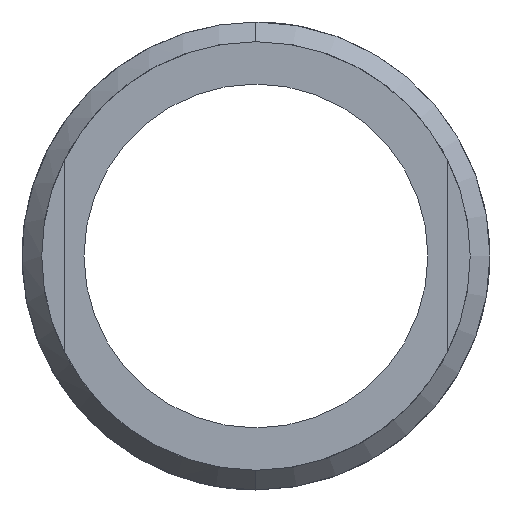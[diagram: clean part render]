
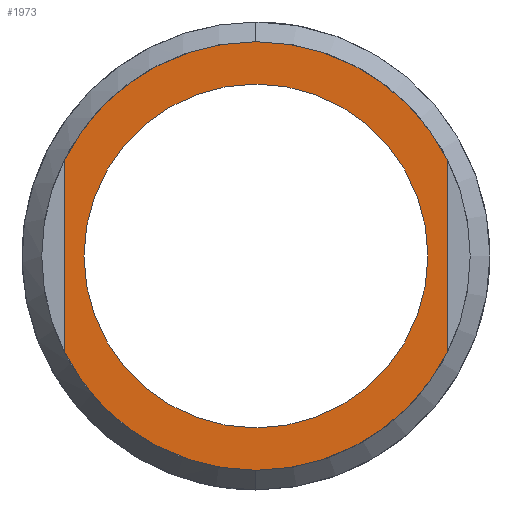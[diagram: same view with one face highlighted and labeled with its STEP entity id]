
A CAD part, left-side view. The second image highlights one B-rep face of the part: STEP entity #1973.
In plain terms, the highlighted planar face has unit normal (-1, 0, 0).
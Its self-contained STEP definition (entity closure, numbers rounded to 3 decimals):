
#143 = CARTESIAN_POINT ( 'NONE',  ( -36., 34., 16.971 ) ) ;
#144 = EDGE_LOOP ( 'NONE', ( #1836, #272, #2643, #2430, #3268, #146 ) ) ;
#146 = ORIENTED_EDGE ( 'NONE', *, *, #2519, .T. ) ;
#192 = CARTESIAN_POINT ( 'NONE',  ( -36., -34., -17.396 ) ) ;
#202 = CARTESIAN_POINT ( 'NONE',  ( -36., 0., 0. ) ) ;
#243 = LINE ( 'NONE', #1359, #3044 ) ;
#260 = ORIENTED_EDGE ( 'NONE', *, *, #3394, .F. ) ;
#272 = ORIENTED_EDGE ( 'NONE', *, *, #1804, .T. ) ;
#365 = ORIENTED_EDGE ( 'NONE', *, *, #933, .F. ) ;
#401 = VERTEX_POINT ( 'NONE', #143 ) ;
#489 = LINE ( 'NONE', #192, #2170 ) ;
#553 = EDGE_CURVE ( 'NONE', #2776, #1586, #589, .T. ) ;
#589 = CIRCLE ( 'NONE', #1112, 38. ) ;
#696 = DIRECTION ( 'NONE',  ( -1., 0., 0. ) ) ;
#745 = CIRCLE ( 'NONE', #2787, 30.5 ) ;
#933 = EDGE_CURVE ( 'NONE', #2373, #1005, #1222, .T. ) ;
#993 = CARTESIAN_POINT ( 'NONE',  ( -36., 0., 0. ) ) ;
#1005 = VERTEX_POINT ( 'NONE', #3275 ) ;
#1011 = EDGE_CURVE ( 'NONE', #3168, #2104, #489, .T. ) ;
#1055 = CARTESIAN_POINT ( 'NONE',  ( -36., 34., -16.971 ) ) ;
#1076 = AXIS2_PLACEMENT_3D ( 'NONE', #3414, #2822, #3378 ) ;
#1112 = AXIS2_PLACEMENT_3D ( 'NONE', #202, #2668, #1257 ) ;
#1125 = CARTESIAN_POINT ( 'NONE',  ( -36., -34., -16.971 ) ) ;
#1222 = CIRCLE ( 'NONE', #1690, 30.5 ) ;
#1244 = CIRCLE ( 'NONE', #3526, 38. ) ;
#1257 = DIRECTION ( 'NONE',  ( 0., 0., 1. ) ) ;
#1359 = CARTESIAN_POINT ( 'NONE',  ( -36., 34., -17.396 ) ) ;
#1368 = CIRCLE ( 'NONE', #3103, 38. ) ;
#1529 = CARTESIAN_POINT ( 'NONE',  ( -36., 0., 0. ) ) ;
#1533 = CARTESIAN_POINT ( 'NONE',  ( -36., 0., -38. ) ) ;
#1576 = DIRECTION ( 'NONE',  ( 0., 0., 1. ) ) ;
#1586 = VERTEX_POINT ( 'NONE', #1533 ) ;
#1631 = DIRECTION ( 'NONE',  ( 0., 0., 1. ) ) ;
#1660 = FACE_BOUND ( 'NONE', #1799, .T. ) ;
#1678 = CARTESIAN_POINT ( 'NONE',  ( -36., 0., 0. ) ) ;
#1690 = AXIS2_PLACEMENT_3D ( 'NONE', #993, #2112, #3409 ) ;
#1744 = CARTESIAN_POINT ( 'NONE',  ( -36., 0., -30.5 ) ) ;
#1799 = EDGE_LOOP ( 'NONE', ( #260, #365 ) ) ;
#1804 = EDGE_CURVE ( 'NONE', #2104, #3433, #1368, .T. ) ;
#1836 = ORIENTED_EDGE ( 'NONE', *, *, #1011, .T. ) ;
#1857 = DIRECTION ( 'NONE',  ( 0., 0., 1. ) ) ;
#1973 = ADVANCED_FACE ( 'NONE', ( #1660, #2203 ), #2503, .F. ) ;
#2104 = VERTEX_POINT ( 'NONE', #3352 ) ;
#2108 = CARTESIAN_POINT ( 'NONE',  ( -36., 0., 38. ) ) ;
#2112 = DIRECTION ( 'NONE',  ( -1., 0., 0. ) ) ;
#2167 = DIRECTION ( 'NONE',  ( 0., 0., 1. ) ) ;
#2170 = VECTOR ( 'NONE', #1576, 1000. ) ;
#2203 = FACE_OUTER_BOUND ( 'NONE', #144, .T. ) ;
#2221 = DIRECTION ( 'NONE',  ( 0., 0., 1. ) ) ;
#2231 = EDGE_CURVE ( 'NONE', #3433, #401, #2476, .T. ) ;
#2373 = VERTEX_POINT ( 'NONE', #1744 ) ;
#2406 = CARTESIAN_POINT ( 'NONE',  ( -36., 0., 0. ) ) ;
#2430 = ORIENTED_EDGE ( 'NONE', *, *, #3540, .F. ) ;
#2476 = CIRCLE ( 'NONE', #1076, 38. ) ;
#2503 = PLANE ( 'NONE',  #3390 ) ;
#2519 = EDGE_CURVE ( 'NONE', #1586, #3168, #1244, .T. ) ;
#2550 = DIRECTION ( 'NONE',  ( -1., 0., 0. ) ) ;
#2643 = ORIENTED_EDGE ( 'NONE', *, *, #2231, .T. ) ;
#2668 = DIRECTION ( 'NONE',  ( -1., 0., 0. ) ) ;
#2763 = DIRECTION ( 'NONE',  ( 0., 0., -1. ) ) ;
#2776 = VERTEX_POINT ( 'NONE', #1055 ) ;
#2787 = AXIS2_PLACEMENT_3D ( 'NONE', #1529, #696, #2167 ) ;
#2822 = DIRECTION ( 'NONE',  ( -1., 0., 0. ) ) ;
#2965 = DIRECTION ( 'NONE',  ( -1., 0., 0. ) ) ;
#3044 = VECTOR ( 'NONE', #1631, 1000. ) ;
#3061 = CARTESIAN_POINT ( 'NONE',  ( -36., 30.5, 0. ) ) ;
#3103 = AXIS2_PLACEMENT_3D ( 'NONE', #1678, #2550, #2221 ) ;
#3168 = VERTEX_POINT ( 'NONE', #1125 ) ;
#3268 = ORIENTED_EDGE ( 'NONE', *, *, #553, .T. ) ;
#3275 = CARTESIAN_POINT ( 'NONE',  ( -36., 0., 30.5 ) ) ;
#3310 = DIRECTION ( 'NONE',  ( 1., 0., 0. ) ) ;
#3352 = CARTESIAN_POINT ( 'NONE',  ( -36., -34., 16.971 ) ) ;
#3378 = DIRECTION ( 'NONE',  ( 0., 0., 1. ) ) ;
#3390 = AXIS2_PLACEMENT_3D ( 'NONE', #3061, #3310, #2763 ) ;
#3394 = EDGE_CURVE ( 'NONE', #1005, #2373, #745, .T. ) ;
#3409 = DIRECTION ( 'NONE',  ( 0., 0., 1. ) ) ;
#3414 = CARTESIAN_POINT ( 'NONE',  ( -36., 0., 0. ) ) ;
#3433 = VERTEX_POINT ( 'NONE', #2108 ) ;
#3526 = AXIS2_PLACEMENT_3D ( 'NONE', #2406, #2965, #1857 ) ;
#3540 = EDGE_CURVE ( 'NONE', #2776, #401, #243, .T. ) ;
